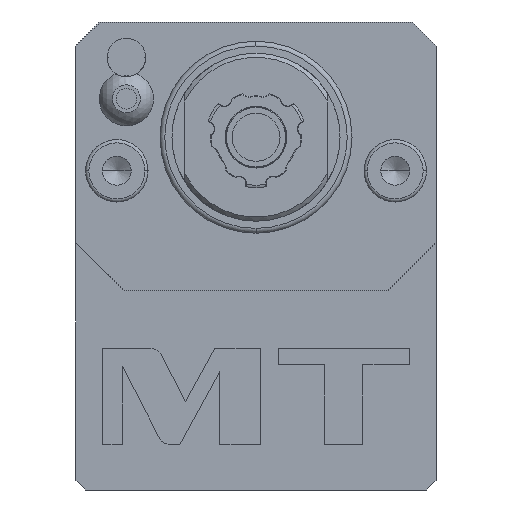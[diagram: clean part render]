
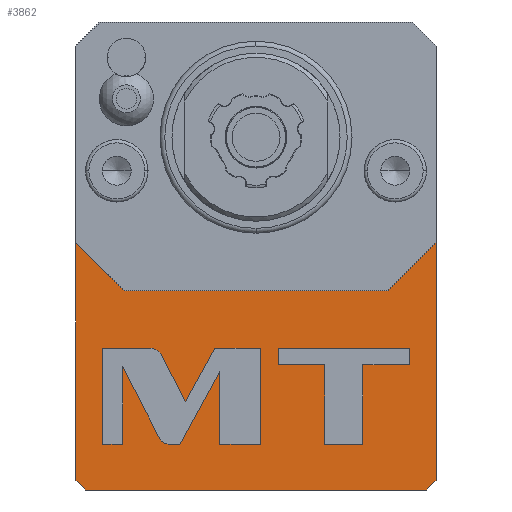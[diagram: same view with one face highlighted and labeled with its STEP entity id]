
A CAD part, left-side view. The second image highlights one B-rep face of the part: STEP entity #3862.
In plain terms, the highlighted planar face has unit normal (-1, 0, 0).
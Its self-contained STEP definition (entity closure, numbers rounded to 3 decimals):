
#163=DIRECTION('',(0.,0.,1.));
#164=VECTOR('',#163,49.5);
#165=CARTESIAN_POINT('',(-43.5,-37.5,-35.5));
#166=LINE('',#165,#164);
#175=DIRECTION('',(0.,-0.707,0.707));
#176=VECTOR('',#175,2.828);
#177=CARTESIAN_POINT('',(-43.5,-35.5,-37.5));
#178=LINE('',#177,#176);
#183=DIRECTION('',(0.,1.,0.));
#184=VECTOR('',#183,71.);
#185=CARTESIAN_POINT('',(-43.5,-35.5,-37.5));
#186=LINE('',#185,#184);
#191=DIRECTION('',(0.,-0.707,-0.707));
#192=VECTOR('',#191,2.828);
#193=CARTESIAN_POINT('',(-43.5,37.5,-35.5));
#194=LINE('',#193,#192);
#203=DIRECTION('',(0.,0.,1.));
#204=VECTOR('',#203,49.5);
#205=CARTESIAN_POINT('',(-43.5,37.5,-35.5));
#206=LINE('',#205,#204);
#249=DIRECTION('',(0.,0.707,0.707));
#250=VECTOR('',#249,14.142);
#251=CARTESIAN_POINT('',(-43.5,27.5,4.));
#252=LINE('',#251,#250);
#253=DIRECTION('',(0.,1.,0.));
#254=VECTOR('',#253,55.);
#255=CARTESIAN_POINT('',(-43.5,-27.5,4.));
#256=LINE('',#255,#254);
#257=DIRECTION('',(0.,0.707,-0.707));
#258=VECTOR('',#257,14.142);
#259=CARTESIAN_POINT('',(-43.5,-37.5,14.));
#260=LINE('',#259,#258);
#261=DIRECTION('',(0.,-0.459,-0.888));
#262=VECTOR('',#261,16.774);
#263=CARTESIAN_POINT('',(-43.5,27.804,-11.798));
#264=LINE('',#263,#262);
#265=CARTESIAN_POINT('',(-43.5,20.1,-26.698));
#266=CARTESIAN_POINT('',(-43.5,19.684,-27.502));
#267=CARTESIAN_POINT('',(-43.5,18.863,-28.));
#268=CARTESIAN_POINT('',(-43.5,17.958,-28.));
#270=DIRECTION('',(0.,-1.,0.));
#271=VECTOR('',#270,2.086);
#272=CARTESIAN_POINT('',(-43.5,17.958,-28.));
#273=LINE('',#272,#271);
#274=DIRECTION('',(0.,-0.481,0.877));
#275=VECTOR('',#274,17.353);
#276=CARTESIAN_POINT('',(-43.5,15.872,-28.));
#277=LINE('',#276,#275);
#278=DIRECTION('',(0.,0.,-1.));
#279=VECTOR('',#278,15.212);
#280=CARTESIAN_POINT('',(-43.5,7.522,-12.788));
#281=LINE('',#280,#279);
#282=DIRECTION('',(0.,-1.,0.));
#283=VECTOR('',#282,8.416);
#284=CARTESIAN_POINT('',(-43.5,7.522,-28.));
#285=LINE('',#284,#283);
#286=DIRECTION('',(0.,0.,1.));
#287=VECTOR('',#286,20.);
#288=CARTESIAN_POINT('',(-43.5,-0.894,-28.));
#289=LINE('',#288,#287);
#290=DIRECTION('',(0.,1.,0.));
#291=VECTOR('',#290,9.488);
#292=CARTESIAN_POINT('',(-43.5,-0.894,-8.));
#293=LINE('',#292,#291);
#294=DIRECTION('',(0.,0.481,-0.877));
#295=VECTOR('',#294,12.681);
#296=CARTESIAN_POINT('',(-43.5,8.594,-8.));
#297=LINE('',#296,#295);
#298=DIRECTION('',(0.,0.459,0.888));
#299=VECTOR('',#298,11.049);
#300=CARTESIAN_POINT('',(-43.5,14.696,-19.116));
#301=LINE('',#300,#299);
#302=CARTESIAN_POINT('',(-43.5,19.771,-9.302));
#303=CARTESIAN_POINT('',(-43.5,20.186,-8.499));
#304=CARTESIAN_POINT('',(-43.5,21.006,-8.));
#305=CARTESIAN_POINT('',(-43.5,21.91,-8.));
#307=DIRECTION('',(0.,1.,0.));
#308=VECTOR('',#307,10.054);
#309=CARTESIAN_POINT('',(-43.5,21.91,-8.));
#310=LINE('',#309,#308);
#311=DIRECTION('',(0.,0.,-1.));
#312=VECTOR('',#311,20.);
#313=CARTESIAN_POINT('',(-43.5,31.964,-8.));
#314=LINE('',#313,#312);
#315=DIRECTION('',(0.,-1.,0.));
#316=VECTOR('',#315,4.16);
#317=CARTESIAN_POINT('',(-43.5,31.964,-28.));
#318=LINE('',#317,#316);
#319=DIRECTION('',(0.,0.,1.));
#320=VECTOR('',#319,16.202);
#321=CARTESIAN_POINT('',(-43.5,27.804,-28.));
#322=LINE('',#321,#320);
#323=DIRECTION('',(0.,0.,-1.));
#324=VECTOR('',#323,16.594);
#325=CARTESIAN_POINT('',(-43.5,-14.344,-11.406));
#326=LINE('',#325,#324);
#327=DIRECTION('',(0.,-1.,0.));
#328=VECTOR('',#327,7.922);
#329=CARTESIAN_POINT('',(-43.5,-14.344,-28.));
#330=LINE('',#329,#328);
#331=DIRECTION('',(0.,0.,1.));
#332=VECTOR('',#331,16.594);
#333=CARTESIAN_POINT('',(-43.5,-22.266,-28.));
#334=LINE('',#333,#332);
#335=DIRECTION('',(0.,-1.,0.));
#336=VECTOR('',#335,9.696);
#337=CARTESIAN_POINT('',(-43.5,-22.266,-11.406));
#338=LINE('',#337,#336);
#339=DIRECTION('',(0.,0.,1.));
#340=VECTOR('',#339,3.406);
#341=CARTESIAN_POINT('',(-43.5,-31.962,-11.406));
#342=LINE('',#341,#340);
#343=DIRECTION('',(0.,1.,0.));
#344=VECTOR('',#343,27.314);
#345=CARTESIAN_POINT('',(-43.5,-31.962,-8.));
#346=LINE('',#345,#344);
#347=DIRECTION('',(0.,0.,-1.));
#348=VECTOR('',#347,3.406);
#349=CARTESIAN_POINT('',(-43.5,-4.648,-8.));
#350=LINE('',#349,#348);
#351=DIRECTION('',(0.,-1.,0.));
#352=VECTOR('',#351,9.696);
#353=CARTESIAN_POINT('',(-43.5,-4.648,-11.406));
#354=LINE('',#353,#352);
#3144=CARTESIAN_POINT('',(-43.5,-27.5,4.));
#3145=CARTESIAN_POINT('',(-43.5,27.5,4.));
#3146=VERTEX_POINT('',#3144);
#3147=VERTEX_POINT('',#3145);
#3156=CARTESIAN_POINT('',(-43.5,37.5,-35.5));
#3157=CARTESIAN_POINT('',(-43.5,37.5,14.));
#3158=VERTEX_POINT('',#3156);
#3159=VERTEX_POINT('',#3157);
#3160=CARTESIAN_POINT('',(-43.5,-37.5,-35.5));
#3161=CARTESIAN_POINT('',(-43.5,-37.5,14.));
#3162=VERTEX_POINT('',#3160);
#3163=VERTEX_POINT('',#3161);
#3164=CARTESIAN_POINT('',(-43.5,-35.5,-37.5));
#3165=CARTESIAN_POINT('',(-43.5,35.5,-37.5));
#3166=VERTEX_POINT('',#3164);
#3167=VERTEX_POINT('',#3165);
#3470=CARTESIAN_POINT('',(-43.5,27.804,-11.798));
#3471=VERTEX_POINT('',#3470);
#3472=CARTESIAN_POINT('',(-43.5,20.1,-26.698));
#3473=VERTEX_POINT('',#3472);
#3474=CARTESIAN_POINT('',(-43.5,17.958,-28.));
#3475=VERTEX_POINT('',#3474);
#3476=CARTESIAN_POINT('',(-43.5,15.872,-28.));
#3477=VERTEX_POINT('',#3476);
#3478=CARTESIAN_POINT('',(-43.5,7.522,-12.788));
#3479=VERTEX_POINT('',#3478);
#3480=CARTESIAN_POINT('',(-43.5,7.522,-28.));
#3481=VERTEX_POINT('',#3480);
#3482=CARTESIAN_POINT('',(-43.5,-0.894,-28.));
#3483=VERTEX_POINT('',#3482);
#3484=CARTESIAN_POINT('',(-43.5,-0.894,-8.));
#3485=VERTEX_POINT('',#3484);
#3486=CARTESIAN_POINT('',(-43.5,8.594,-8.));
#3487=VERTEX_POINT('',#3486);
#3488=CARTESIAN_POINT('',(-43.5,14.696,-19.116));
#3489=VERTEX_POINT('',#3488);
#3490=CARTESIAN_POINT('',(-43.5,19.771,-9.302));
#3491=VERTEX_POINT('',#3490);
#3492=CARTESIAN_POINT('',(-43.5,21.91,-8.));
#3493=VERTEX_POINT('',#3492);
#3494=CARTESIAN_POINT('',(-43.5,31.964,-8.));
#3495=VERTEX_POINT('',#3494);
#3496=CARTESIAN_POINT('',(-43.5,31.964,-28.));
#3497=VERTEX_POINT('',#3496);
#3498=CARTESIAN_POINT('',(-43.5,27.804,-28.));
#3499=VERTEX_POINT('',#3498);
#3500=CARTESIAN_POINT('',(-43.5,-14.344,-11.406));
#3501=VERTEX_POINT('',#3500);
#3502=CARTESIAN_POINT('',(-43.5,-14.344,-28.));
#3503=VERTEX_POINT('',#3502);
#3504=CARTESIAN_POINT('',(-43.5,-22.266,-28.));
#3505=VERTEX_POINT('',#3504);
#3506=CARTESIAN_POINT('',(-43.5,-22.266,-11.406));
#3507=VERTEX_POINT('',#3506);
#3508=CARTESIAN_POINT('',(-43.5,-31.962,-11.406));
#3509=VERTEX_POINT('',#3508);
#3510=CARTESIAN_POINT('',(-43.5,-31.962,-8.));
#3511=VERTEX_POINT('',#3510);
#3512=CARTESIAN_POINT('',(-43.5,-4.648,-8.));
#3513=VERTEX_POINT('',#3512);
#3514=CARTESIAN_POINT('',(-43.5,-4.648,-11.406));
#3515=VERTEX_POINT('',#3514);
#3795=CARTESIAN_POINT('',(-43.5,29.,-29.));
#3796=DIRECTION('',(1.,0.,0.));
#3797=DIRECTION('',(0.,1.,0.));
#3798=AXIS2_PLACEMENT_3D('',#3795,#3796,#3797);
#3799=PLANE('',#3798);
#3800=ORIENTED_EDGE('',*,*,#3725,.T.);
#3802=ORIENTED_EDGE('',*,*,#3801,.F.);
#3804=ORIENTED_EDGE('',*,*,#3803,.F.);
#3805=ORIENTED_EDGE('',*,*,#3788,.F.);
#3806=ORIENTED_EDGE('',*,*,#3662,.F.);
#3807=ORIENTED_EDGE('',*,*,#3680,.F.);
#3808=ORIENTED_EDGE('',*,*,#3694,.T.);
#3809=ORIENTED_EDGE('',*,*,#3708,.F.);
#3810=EDGE_LOOP('',(#3800,#3802,#3804,#3805,#3806,#3807,#3808,#3809));
#3811=FACE_OUTER_BOUND('',#3810,.F.);
#3813=ORIENTED_EDGE('',*,*,#3812,.T.);
#3815=ORIENTED_EDGE('',*,*,#3814,.T.);
#3817=ORIENTED_EDGE('',*,*,#3816,.T.);
#3819=ORIENTED_EDGE('',*,*,#3818,.T.);
#3821=ORIENTED_EDGE('',*,*,#3820,.T.);
#3823=ORIENTED_EDGE('',*,*,#3822,.T.);
#3825=ORIENTED_EDGE('',*,*,#3824,.T.);
#3827=ORIENTED_EDGE('',*,*,#3826,.T.);
#3829=ORIENTED_EDGE('',*,*,#3828,.T.);
#3831=ORIENTED_EDGE('',*,*,#3830,.T.);
#3833=ORIENTED_EDGE('',*,*,#3832,.T.);
#3835=ORIENTED_EDGE('',*,*,#3834,.T.);
#3837=ORIENTED_EDGE('',*,*,#3836,.T.);
#3839=ORIENTED_EDGE('',*,*,#3838,.T.);
#3841=ORIENTED_EDGE('',*,*,#3840,.T.);
#3842=EDGE_LOOP('',(#3813,#3815,#3817,#3819,#3821,#3823,#3825,#3827,#3829,#3831,
#3833,#3835,#3837,#3839,#3841));
#3843=FACE_BOUND('',#3842,.F.);
#3845=ORIENTED_EDGE('',*,*,#3844,.T.);
#3847=ORIENTED_EDGE('',*,*,#3846,.T.);
#3849=ORIENTED_EDGE('',*,*,#3848,.T.);
#3851=ORIENTED_EDGE('',*,*,#3850,.T.);
#3853=ORIENTED_EDGE('',*,*,#3852,.T.);
#3855=ORIENTED_EDGE('',*,*,#3854,.T.);
#3857=ORIENTED_EDGE('',*,*,#3856,.T.);
#3859=ORIENTED_EDGE('',*,*,#3858,.T.);
#3860=EDGE_LOOP('',(#3845,#3847,#3849,#3851,#3853,#3855,#3857,#3859));
#3861=FACE_BOUND('',#3860,.F.);
#3862=ADVANCED_FACE('',(#3811,#3843,#3861),#3799,.F.);
#269=B_SPLINE_CURVE_WITH_KNOTS('',3,(#265,#266,#267,#268),.UNSPECIFIED.,.F.,.F.,
(4,4),(0.,1.),.UNSPECIFIED.);
#306=B_SPLINE_CURVE_WITH_KNOTS('',3,(#302,#303,#304,#305),.UNSPECIFIED.,.F.,.F.,
(4,4),(0.,1.),.UNSPECIFIED.);
#3662=EDGE_CURVE('',#3162,#3163,#166,.T.);
#3680=EDGE_CURVE('',#3166,#3162,#178,.T.);
#3694=EDGE_CURVE('',#3166,#3167,#186,.T.);
#3708=EDGE_CURVE('',#3158,#3167,#194,.T.);
#3725=EDGE_CURVE('',#3158,#3159,#206,.T.);
#3788=EDGE_CURVE('',#3163,#3146,#260,.T.);
#3801=EDGE_CURVE('',#3147,#3159,#252,.T.);
#3803=EDGE_CURVE('',#3146,#3147,#256,.T.);
#3812=EDGE_CURVE('',#3471,#3473,#264,.T.);
#3814=EDGE_CURVE('',#3473,#3475,#269,.T.);
#3816=EDGE_CURVE('',#3475,#3477,#273,.T.);
#3818=EDGE_CURVE('',#3477,#3479,#277,.T.);
#3820=EDGE_CURVE('',#3479,#3481,#281,.T.);
#3822=EDGE_CURVE('',#3481,#3483,#285,.T.);
#3824=EDGE_CURVE('',#3483,#3485,#289,.T.);
#3826=EDGE_CURVE('',#3485,#3487,#293,.T.);
#3828=EDGE_CURVE('',#3487,#3489,#297,.T.);
#3830=EDGE_CURVE('',#3489,#3491,#301,.T.);
#3832=EDGE_CURVE('',#3491,#3493,#306,.T.);
#3834=EDGE_CURVE('',#3493,#3495,#310,.T.);
#3836=EDGE_CURVE('',#3495,#3497,#314,.T.);
#3838=EDGE_CURVE('',#3497,#3499,#318,.T.);
#3840=EDGE_CURVE('',#3499,#3471,#322,.T.);
#3844=EDGE_CURVE('',#3501,#3503,#326,.T.);
#3846=EDGE_CURVE('',#3503,#3505,#330,.T.);
#3848=EDGE_CURVE('',#3505,#3507,#334,.T.);
#3850=EDGE_CURVE('',#3507,#3509,#338,.T.);
#3852=EDGE_CURVE('',#3509,#3511,#342,.T.);
#3854=EDGE_CURVE('',#3511,#3513,#346,.T.);
#3856=EDGE_CURVE('',#3513,#3515,#350,.T.);
#3858=EDGE_CURVE('',#3515,#3501,#354,.T.);
